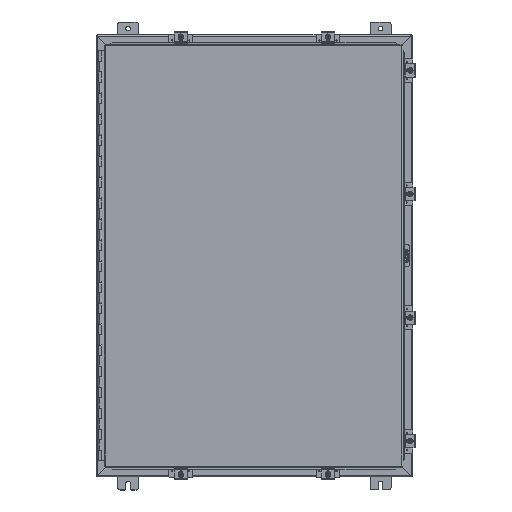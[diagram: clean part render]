
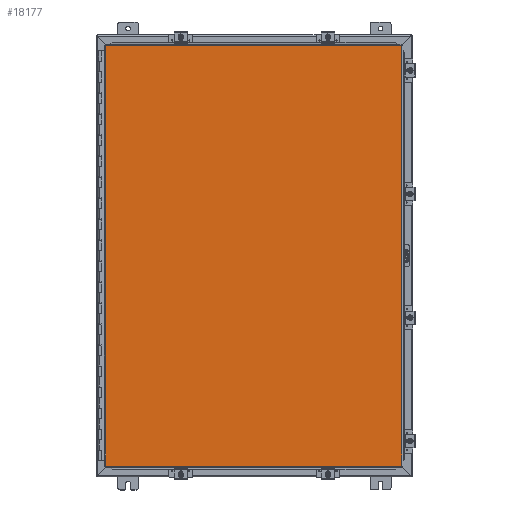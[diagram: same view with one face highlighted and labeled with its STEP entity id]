
A CAD part, top view. The second image highlights one B-rep face of the part: STEP entity #18177.
In plain terms, the highlighted face is planar.
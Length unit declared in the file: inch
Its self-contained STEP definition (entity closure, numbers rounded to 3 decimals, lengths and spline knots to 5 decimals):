
#526 = DIRECTION ( 'NONE',  ( 1., 0., 0. ) ) ;
#808 = CARTESIAN_POINT ( 'NONE',  ( 14.08225, -19.9885, 0. ) ) ;
#1751 = DIRECTION ( 'NONE',  ( 0., -1., 0. ) ) ;
#1882 = CARTESIAN_POINT ( 'NONE',  ( 14.08225, 19.9885, 0. ) ) ;
#4671 = DIRECTION ( 'NONE',  ( -1., 0., 0. ) ) ;
#7328 = DIRECTION ( 'NONE',  ( 1., 0., 0. ) ) ;
#7454 = DIRECTION ( 'NONE',  ( 0., 0., 1. ) ) ;
#7506 = CARTESIAN_POINT ( 'NONE',  ( 0., 0., 0. ) ) ;
#8138 = EDGE_CURVE ( 'NONE', #16400, #19320, #37397, .T. ) ;
#8187 = PLANE ( 'NONE',  #11569 ) ;
#9145 = EDGE_CURVE ( 'NONE', #17982, #10859, #35403, .T. ) ;
#10859 = VERTEX_POINT ( 'NONE', #12147 ) ;
#11569 = AXIS2_PLACEMENT_3D ( 'NONE', #7506, #7454, #7328 ) ;
#12147 = CARTESIAN_POINT ( 'NONE',  ( 14.08225, -19.9885, 0. ) ) ;
#12542 = ORIENTED_EDGE ( 'NONE', *, *, #44221, .T. ) ;
#12876 = FACE_OUTER_BOUND ( 'NONE', #22014, .T. ) ;
#15933 = VECTOR ( 'NONE', #32067, 39.37008 ) ;
#16400 = VERTEX_POINT ( 'NONE', #30467 ) ;
#17982 = VERTEX_POINT ( 'NONE', #24822 ) ;
#18064 = VECTOR ( 'NONE', #4671, 39.37008 ) ;
#18177 = ADVANCED_FACE ( 'NONE', ( #12876 ), #8187, .F. ) ;
#19320 = VERTEX_POINT ( 'NONE', #47415 ) ;
#19351 = LINE ( 'NONE', #808, #18064 ) ;
#20790 = ORIENTED_EDGE ( 'NONE', *, *, #9145, .T. ) ;
#22014 = EDGE_LOOP ( 'NONE', ( #35238, #48154, #20790, #12542 ) ) ;
#24674 = VECTOR ( 'NONE', #1751, 39.37008 ) ;
#24822 = CARTESIAN_POINT ( 'NONE',  ( 14.08225, 19.9885, 0. ) ) ;
#30301 = LINE ( 'NONE', #44894, #50354 ) ;
#30467 = CARTESIAN_POINT ( 'NONE',  ( -14.08225, -19.9885, 0. ) ) ;
#32067 = DIRECTION ( 'NONE',  ( 0., 1., 0. ) ) ;
#32125 = CARTESIAN_POINT ( 'NONE',  ( -14.08225, -19.9885, 0. ) ) ;
#34981 = EDGE_CURVE ( 'NONE', #19320, #17982, #30301, .T. ) ;
#35238 = ORIENTED_EDGE ( 'NONE', *, *, #8138, .T. ) ;
#35403 = LINE ( 'NONE', #1882, #24674 ) ;
#37397 = LINE ( 'NONE', #32125, #15933 ) ;
#44221 = EDGE_CURVE ( 'NONE', #10859, #16400, #19351, .T. ) ;
#44894 = CARTESIAN_POINT ( 'NONE',  ( -14.08225, 19.9885, 0. ) ) ;
#47415 = CARTESIAN_POINT ( 'NONE',  ( -14.08225, 19.9885, 0. ) ) ;
#48154 = ORIENTED_EDGE ( 'NONE', *, *, #34981, .T. ) ;
#50354 = VECTOR ( 'NONE', #526, 39.37008 ) ;
